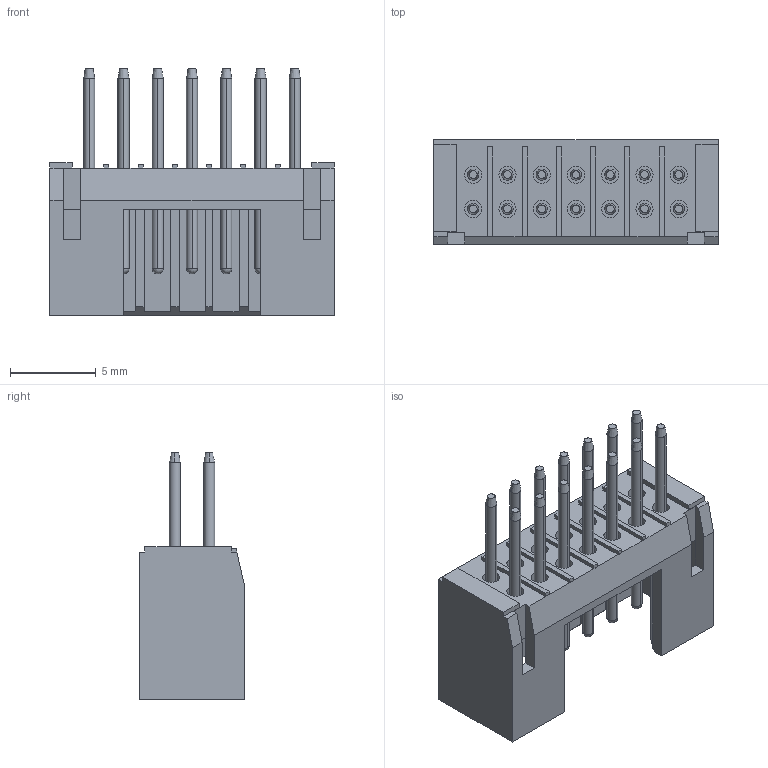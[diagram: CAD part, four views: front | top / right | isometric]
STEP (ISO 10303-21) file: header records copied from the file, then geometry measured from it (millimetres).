
FILE_DESCRIPTION (( 'STEP AP214' ), '1' );
FILE_NAME ('F3JL24-S14SD000-01-REF .STEP', '2025-12-04T10:12:39', ( '' ), ( '' ), 'SwSTEP 2.0', 'SolidWorks 2021', '' );
FILE_SCHEMA (( 'AUTOMOTIVE_DESIGN' ));
Length unit declared in the file: millimetre
Products named in the file (1): F3JL24-S14SD000-01-REF 
Bounding box: 16.6 x 6.1 x 14.4 mm (x, y, z)
Volume: 432 mm3; surface area: 1106.3 mm2
Topology: 1 solids, 1 shells, 270 faces, 712 edges, 454 vertices
Faces by surface type: plane 130, cylinder 84, sphere 28, cone 28
Entity records: 8262 total; most frequent: DIRECTION 1506, CARTESIAN_POINT 1409, ORIENTED_EDGE 1368, EDGE_CURVE 684, AXIS2_PLACEMENT_3D 551, VERTEX_POINT 454, LINE 404, VECTOR 404
